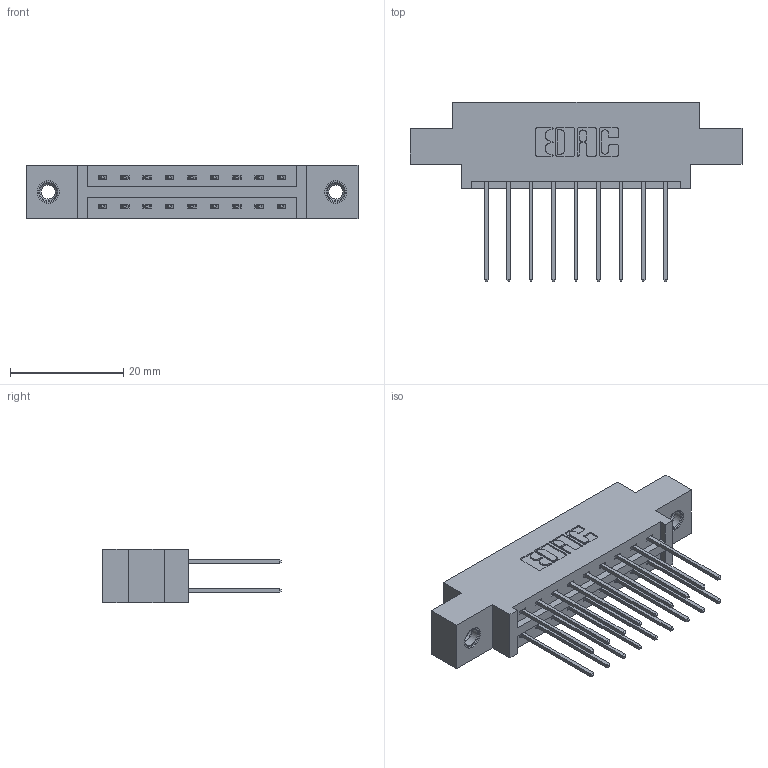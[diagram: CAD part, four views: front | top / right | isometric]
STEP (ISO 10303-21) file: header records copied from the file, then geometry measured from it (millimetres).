
FILE_DESCRIPTION (( 'STEP AP203' ), '1' );
FILE_NAME ('337-018-542-807.STEP', '2019-10-10T18:46:57', ( '' ), ( '' ), 'SwSTEP 2.0', 'SolidWorks 2016', '' );
FILE_SCHEMA (( 'CONFIG_CONTROL_DESIGN' ));
Length unit declared in the file: inch
Products named in the file (4): 337-018-542-807; 337 Part_0.170 Offset - 0.156 Dia-TI; 345-250-001_345-250-005-103; 345-292-001_345-293-142
Assembly tree (21 placements, depth 2):
  337-018-542-807
    337 Part_0.170 Offset - 0.156 Dia-TI
    345-292-001_345-293-142  x18
    345-250-001_345-250-005-103  x2
Bounding box: 58.67 x 31.63 x 9.4 mm (x, y, z)
Volume: 5697.2 mm3; surface area: 6682.2 mm2
Topology: 21 solids, 21 shells, 1150 faces, 3357 edges, 2206 vertices
Faces by surface type: plane 790, cylinder 344, cone 12, torus 4
Entity records: 12582 total; most frequent: CARTESIAN_POINT 2129, ORIENTED_EDGE 2058, DIRECTION 1903, EDGE_CURVE 1029, LINE 881, VECTOR 881, VERTEX_POINT 680, AXIS2_PLACEMENT_3D 511
